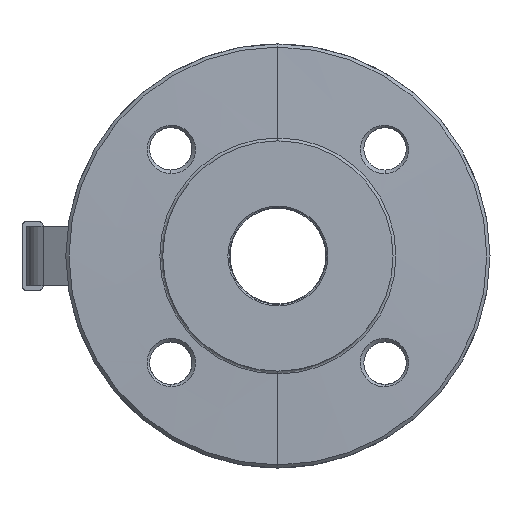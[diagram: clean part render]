
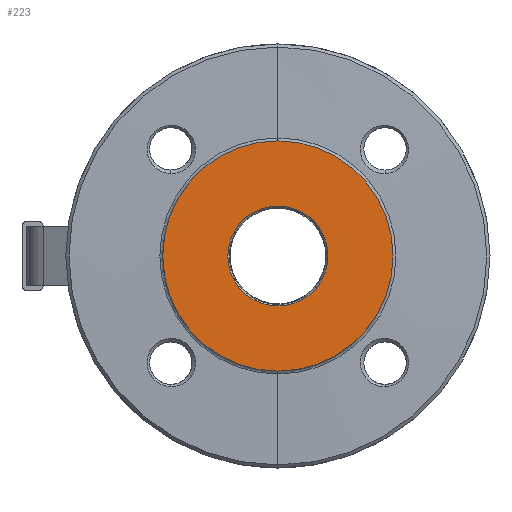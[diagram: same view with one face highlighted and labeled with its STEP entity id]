
A CAD part, left-side view. The second image highlights one B-rep face of the part: STEP entity #223.
In plain terms, the highlighted planar face has unit normal (-1, 0, 0).
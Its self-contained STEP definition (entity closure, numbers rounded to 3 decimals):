
#215 = EDGE_CURVE ( 'NONE', #13602, #13900, #37253, .T. ) ;
#221 = ORIENTED_EDGE ( 'NONE', *, *, #222, .F. ) ;
#222 = EDGE_CURVE ( 'NONE', #13646, #13811, #37261, .T. ) ;
#223 = ADVANCED_FACE ( 'NONE', ( #37323, #37322 ), #37321, .F. ) ;
#235 = EDGE_LOOP ( 'NONE', ( #221, #250 ) ) ;
#240 = ORIENTED_EDGE ( 'NONE', *, *, #215, .F. ) ;
#242 = ORIENTED_EDGE ( 'NONE', *, *, #13772, .F. ) ;
#250 = ORIENTED_EDGE ( 'NONE', *, *, #13643, .F. ) ;
#255 = EDGE_LOOP ( 'NONE', ( #240, #242 ) ) ;
#1009 = CARTESIAN_POINT ( 'NONE',  ( -78.5, -38., 0. ) ) ;
#1049 = CARTESIAN_POINT ( 'NONE',  ( -78.5, 0., 16.5 ) ) ;
#1050 = DIRECTION ( 'NONE',  ( 0., 0., 1. ) ) ;
#1051 = DIRECTION ( 'NONE',  ( -1., 0., 0. ) ) ;
#1052 = CARTESIAN_POINT ( 'NONE',  ( -78.5, 0., 0. ) ) ;
#1053 = AXIS2_PLACEMENT_3D ( 'NONE', #1052, #1051, #1050 ) ;
#1054 = CIRCLE ( 'NONE', #1053, 16.5 ) ;
#1088 = CARTESIAN_POINT ( 'NONE',  ( -78.5, 0., -16.5 ) ) ;
#1110 = DIRECTION ( 'NONE',  ( 0., -1., 0. ) ) ;
#1111 = DIRECTION ( 'NONE',  ( 1., 0., 0. ) ) ;
#1112 = AXIS2_PLACEMENT_3D ( 'NONE', #1117, #1111, #1110 ) ;
#1113 = CIRCLE ( 'NONE', #1112, 38. ) ;
#1117 = CARTESIAN_POINT ( 'NONE',  ( -78.5, 0., 0. ) ) ;
#1490 = CARTESIAN_POINT ( 'NONE',  ( -78.5, 38., 0. ) ) ;
#13602 = VERTEX_POINT ( 'NONE', #1009 ) ;
#13643 = EDGE_CURVE ( 'NONE', #13811, #13646, #1054, .T. ) ;
#13646 = VERTEX_POINT ( 'NONE', #1049 ) ;
#13772 = EDGE_CURVE ( 'NONE', #13900, #13602, #1113, .T. ) ;
#13811 = VERTEX_POINT ( 'NONE', #1088 ) ;
#13900 = VERTEX_POINT ( 'NONE', #1490 ) ;
#37253 = CIRCLE ( 'NONE', #37276, 38. ) ;
#37260 = AXIS2_PLACEMENT_3D ( 'NONE', #37326, #37325, #37324 ) ;
#37261 = CIRCLE ( 'NONE', #37260, 16.5 ) ;
#37273 = DIRECTION ( 'NONE',  ( 0., -1., 0. ) ) ;
#37274 = DIRECTION ( 'NONE',  ( 1., 0., 0. ) ) ;
#37275 = CARTESIAN_POINT ( 'NONE',  ( -78.5, 0., 0. ) ) ;
#37276 = AXIS2_PLACEMENT_3D ( 'NONE', #37275, #37274, #37273 ) ;
#37317 = DIRECTION ( 'NONE',  ( 0., 0., -1. ) ) ;
#37318 = DIRECTION ( 'NONE',  ( 1., 0., 0. ) ) ;
#37319 = AXIS2_PLACEMENT_3D ( 'NONE', #37320, #37318, #37317 ) ;
#37320 = CARTESIAN_POINT ( 'NONE',  ( -78.5, -38.456, 38.456 ) ) ;
#37321 = PLANE ( 'NONE',  #37319 ) ;
#37322 = FACE_OUTER_BOUND ( 'NONE', #255, .T. ) ;
#37323 = FACE_BOUND ( 'NONE', #235, .T. ) ;
#37324 = DIRECTION ( 'NONE',  ( 0., 0., 1. ) ) ;
#37325 = DIRECTION ( 'NONE',  ( -1., 0., 0. ) ) ;
#37326 = CARTESIAN_POINT ( 'NONE',  ( -78.5, 0., 0. ) ) ;
